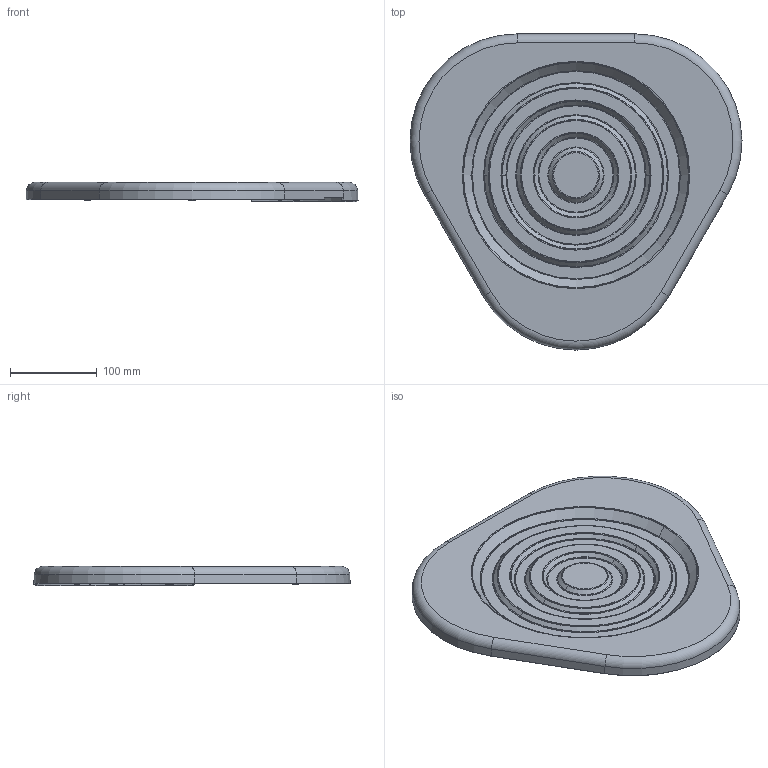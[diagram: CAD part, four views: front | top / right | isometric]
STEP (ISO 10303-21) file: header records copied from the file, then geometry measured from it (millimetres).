
FILE_DESCRIPTION((''),'2;1');
FILE_NAME('TOP-COVER','2016-08-19T',('PD001'),('ZMT'),'PRO/ENGINEER BY PARAMETRIC TECHNOLOGY CORPORATION, 2007370','PRO/ENGINEER BY PARAMETRIC TECHNOLOGY CORPORATION, 2007370','');
FILE_SCHEMA(('AUTOMOTIVE_DESIGN_CC2 { 1 2 10303 214 -1 1 5 2 }'));
Length unit declared in the file: millimetre
Products named in the file (1): TOP-COVER
Bounding box: 381.81 x 363.73 x 22 mm (x, y, z)
Volume: 388973.2 mm3; surface area: 263023.6 mm2
Topology: 1 solids, 1 shells, 208 faces, 505 edges, 314 vertices
Faces by surface type: plane 78, torus 78, cone 46, cylinder 6
Entity records: 6231 total; most frequent: DIRECTION 1180, CARTESIAN_POINT 1141, ORIENTED_EDGE 1010, AXIS2_PLACEMENT_3D 507, EDGE_CURVE 505, VERTEX_POINT 314, CIRCLE 299, EDGE_LOOP 223
